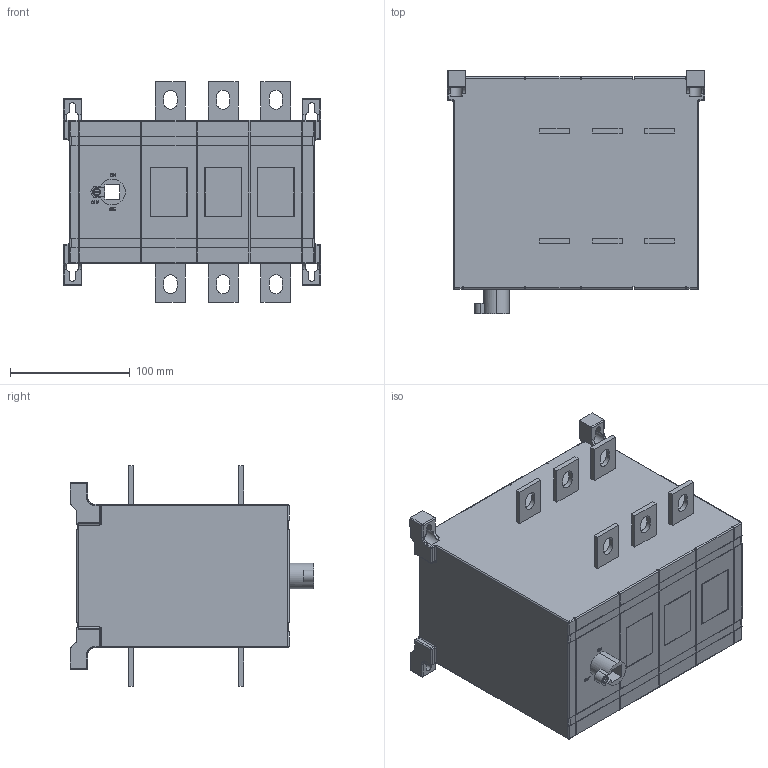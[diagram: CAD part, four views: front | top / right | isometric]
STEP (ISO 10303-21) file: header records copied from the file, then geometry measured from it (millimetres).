
FILE_DESCRIPTION (( 'STEP AP214' ), '1' );
FILE_NAME ('KARAT Âûêë-ðàçúåä. ÂÐÊ ðåâåðñ. áåç ðóêîÿòêè 3P 400À IEK.STEP', '2026-01-15T09:54:00', ( '' ), ( '' ), 'SwSTEP 2.0', 'SolidWorks 2022', '' );
FILE_SCHEMA (( 'AUTOMOTIVE_DESIGN' ));
Length unit declared in the file: millimetre
Products named in the file (1): KARAT Выкл-разъед. ВРК реверс. без рукоятки 3P 400А IEK
Bounding box: 215 x 203 x 184 mm (x, y, z)
Volume: 4372946 mm3; surface area: 211574.4 mm2
Topology: 1 solids, 1 shells, 711 faces, 1917 edges, 1234 vertices
Faces by surface type: plane 460, cylinder 170, bspline 48, torus 19, sphere 14
Entity records: 26644 total; most frequent: CARTESIAN_POINT 9004, ORIENTED_EDGE 3806, DIRECTION 3390, EDGE_CURVE 1903, VECTOR 1422, LINE 1422, VERTEX_POINT 1234, AXIS2_PLACEMENT_3D 984
